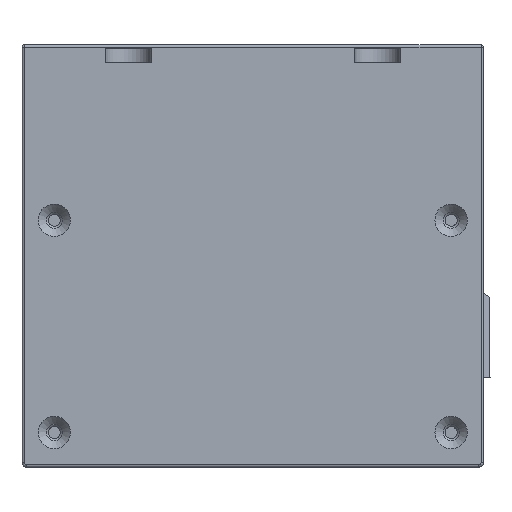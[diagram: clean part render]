
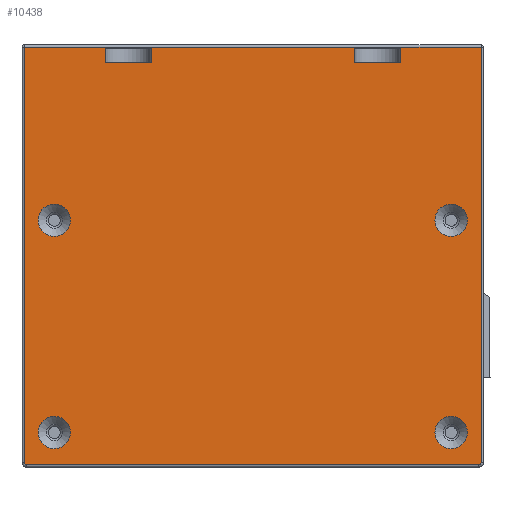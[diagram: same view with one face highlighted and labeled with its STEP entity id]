
A CAD part, top view. The second image highlights one B-rep face of the part: STEP entity #10438.
In plain terms, the highlighted planar face has unit normal (0, 0, 1).
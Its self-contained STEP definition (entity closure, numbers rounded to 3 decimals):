
#164=FACE_BOUND('',#3810,.T.);
#165=FACE_BOUND('',#3811,.T.);
#166=FACE_BOUND('',#3812,.T.);
#167=FACE_BOUND('',#3813,.T.);
#168=FACE_BOUND('',#3814,.T.);
#169=FACE_BOUND('',#3815,.T.);
#599=PLANE('',#11271);
#1424=LINE('',#18508,#2408);
#1467=LINE('',#18658,#2451);
#1471=LINE('',#18667,#2455);
#1477=LINE('',#18679,#2461);
#1481=LINE('',#18688,#2465);
#1547=LINE('',#19854,#2531);
#1551=LINE('',#19873,#2535);
#1552=LINE('',#19877,#2536);
#1553=LINE('',#19879,#2537);
#1554=LINE('',#19884,#2538);
#1555=LINE('',#19888,#2539);
#1556=LINE('',#19891,#2540);
#2408=VECTOR('',#13303,10.);
#2451=VECTOR('',#13440,10.);
#2455=VECTOR('',#13446,10.);
#2461=VECTOR('',#13454,10.);
#2465=VECTOR('',#13460,10.);
#2531=VECTOR('',#13794,10.);
#2535=VECTOR('',#13824,10.);
#2536=VECTOR('',#13831,10.);
#2537=VECTOR('',#13834,10.);
#2538=VECTOR('',#13841,10.);
#2539=VECTOR('',#13844,10.);
#2540=VECTOR('',#13847,10.);
#3153=FACE_OUTER_BOUND('',#3809,.T.);
#3809=EDGE_LOOP('',(#9544,#9545,#9546,#9547,#9548,#9549));
#3810=EDGE_LOOP('',(#9550,#9551,#9552,#9553));
#3811=EDGE_LOOP('',(#9554,#9555,#9556,#9557));
#3812=EDGE_LOOP('',(#9558));
#3813=EDGE_LOOP('',(#9559));
#3814=EDGE_LOOP('',(#9560));
#3815=EDGE_LOOP('',(#9561));
#4283=CIRCLE('',#11272,0.5);
#4284=CIRCLE('',#11273,0.5);
#4285=CIRCLE('',#11274,3.5);
#4286=CIRCLE('',#11275,3.5);
#4287=CIRCLE('',#11276,3.5);
#4288=CIRCLE('',#11277,3.5);
#5059=VERTEX_POINT('',#18501);
#5062=VERTEX_POINT('',#18506);
#5102=VERTEX_POINT('',#18654);
#5104=VERTEX_POINT('',#18657);
#5106=VERTEX_POINT('',#18663);
#5108=VERTEX_POINT('',#18666);
#5110=VERTEX_POINT('',#18672);
#5113=VERTEX_POINT('',#18677);
#5114=VERTEX_POINT('',#18681);
#5117=VERTEX_POINT('',#18686);
#5213=VERTEX_POINT('',#19883);
#5214=VERTEX_POINT('',#19885);
#5215=VERTEX_POINT('',#19887);
#5216=VERTEX_POINT('',#19889);
#5217=VERTEX_POINT('',#19892);
#5218=VERTEX_POINT('',#19894);
#5219=VERTEX_POINT('',#19896);
#5220=VERTEX_POINT('',#19898);
#6412=EDGE_CURVE('',#5062,#5059,#1424,.T.);
#6481=EDGE_CURVE('',#5104,#5102,#1467,.T.);
#6485=EDGE_CURVE('',#5108,#5106,#1471,.T.);
#6491=EDGE_CURVE('',#5110,#5113,#1477,.T.);
#6495=EDGE_CURVE('',#5114,#5117,#1481,.T.);
#6667=EDGE_CURVE('',#5102,#5114,#1547,.T.);
#6676=EDGE_CURVE('',#5113,#5108,#1551,.T.);
#6678=EDGE_CURVE('',#5117,#5104,#1552,.T.);
#6679=EDGE_CURVE('',#5106,#5110,#1553,.T.);
#6680=EDGE_CURVE('',#5213,#5062,#1554,.T.);
#6681=EDGE_CURVE('',#5214,#5213,#4283,.T.);
#6682=EDGE_CURVE('',#5215,#5214,#1555,.T.);
#6683=EDGE_CURVE('',#5216,#5215,#4284,.T.);
#6684=EDGE_CURVE('',#5059,#5216,#1556,.T.);
#6685=EDGE_CURVE('',#5217,#5217,#4285,.T.);
#6686=EDGE_CURVE('',#5218,#5218,#4286,.T.);
#6687=EDGE_CURVE('',#5219,#5219,#4287,.T.);
#6688=EDGE_CURVE('',#5220,#5220,#4288,.T.);
#9544=ORIENTED_EDGE('',*,*,#6680,.F.);
#9545=ORIENTED_EDGE('',*,*,#6681,.F.);
#9546=ORIENTED_EDGE('',*,*,#6682,.F.);
#9547=ORIENTED_EDGE('',*,*,#6683,.F.);
#9548=ORIENTED_EDGE('',*,*,#6684,.F.);
#9549=ORIENTED_EDGE('',*,*,#6412,.F.);
#9550=ORIENTED_EDGE('',*,*,#6491,.T.);
#9551=ORIENTED_EDGE('',*,*,#6676,.T.);
#9552=ORIENTED_EDGE('',*,*,#6485,.T.);
#9553=ORIENTED_EDGE('',*,*,#6679,.T.);
#9554=ORIENTED_EDGE('',*,*,#6667,.T.);
#9555=ORIENTED_EDGE('',*,*,#6495,.T.);
#9556=ORIENTED_EDGE('',*,*,#6678,.T.);
#9557=ORIENTED_EDGE('',*,*,#6481,.T.);
#9558=ORIENTED_EDGE('',*,*,#6685,.F.);
#9559=ORIENTED_EDGE('',*,*,#6686,.F.);
#9560=ORIENTED_EDGE('',*,*,#6687,.F.);
#9561=ORIENTED_EDGE('',*,*,#6688,.F.);
#10438=ADVANCED_FACE('',(#3153,#164,#165,#166,#167,#168,#169),#599,.T.);
#11271=AXIS2_PLACEMENT_3D('',#19882,#13839,#13840);
#11272=AXIS2_PLACEMENT_3D('',#19886,#13842,#13843);
#11273=AXIS2_PLACEMENT_3D('',#19890,#13845,#13846);
#11274=AXIS2_PLACEMENT_3D('',#19893,#13848,#13849);
#11275=AXIS2_PLACEMENT_3D('',#19895,#13850,#13851);
#11276=AXIS2_PLACEMENT_3D('',#19897,#13852,#13853);
#11277=AXIS2_PLACEMENT_3D('',#19899,#13854,#13855);
#13303=DIRECTION('',(1.,0.,0.));
#13440=DIRECTION('',(0.,1.,0.));
#13446=DIRECTION('',(0.,1.,0.));
#13454=DIRECTION('',(0.,-1.,0.));
#13460=DIRECTION('',(0.,-1.,0.));
#13794=DIRECTION('',(1.,0.,0.));
#13824=DIRECTION('',(-1.,0.,0.));
#13831=DIRECTION('',(-1.,0.,0.));
#13834=DIRECTION('',(1.,0.,0.));
#13839=DIRECTION('center_axis',(0.,0.,1.));
#13840=DIRECTION('ref_axis',(1.,0.,0.));
#13841=DIRECTION('',(0.,1.,0.));
#13842=DIRECTION('center_axis',(0.,0.,-1.));
#13843=DIRECTION('ref_axis',(-0.707,-0.707,0.));
#13844=DIRECTION('',(-1.,0.,0.));
#13845=DIRECTION('center_axis',(0.,0.,-1.));
#13846=DIRECTION('ref_axis',(0.707,-0.707,0.));
#13847=DIRECTION('',(0.,-1.,0.));
#13848=DIRECTION('center_axis',(0.,0.,1.));
#13849=DIRECTION('ref_axis',(1.,0.,0.));
#13850=DIRECTION('center_axis',(0.,0.,1.));
#13851=DIRECTION('ref_axis',(1.,0.,0.));
#13852=DIRECTION('center_axis',(0.,0.,1.));
#13853=DIRECTION('ref_axis',(1.,0.,0.));
#13854=DIRECTION('center_axis',(0.,0.,1.));
#13855=DIRECTION('ref_axis',(1.,0.,0.));
#18501=CARTESIAN_POINT('',(87.5,60.5,24.5));
#18506=CARTESIAN_POINT('',(-11.5,60.5,24.5));
#18508=CARTESIAN_POINT('',(63.,60.5,24.5));
#18654=CARTESIAN_POINT('',(60.,60.2,24.5));
#18657=CARTESIAN_POINT('',(60.,57.1,24.5));
#18658=CARTESIAN_POINT('',(60.,33.8,24.5));
#18663=CARTESIAN_POINT('',(6.,60.2,24.5));
#18666=CARTESIAN_POINT('',(6.,57.1,24.5));
#18667=CARTESIAN_POINT('',(6.,33.8,24.5));
#18672=CARTESIAN_POINT('',(16.,60.2,24.5));
#18677=CARTESIAN_POINT('',(16.,57.1,24.5));
#18679=CARTESIAN_POINT('',(16.,35.35,24.5));
#18681=CARTESIAN_POINT('',(70.,60.2,24.5));
#18686=CARTESIAN_POINT('',(70.,57.1,24.5));
#18688=CARTESIAN_POINT('',(70.,35.35,24.5));
#19854=CARTESIAN_POINT('',(22.,60.2,24.5));
#19873=CARTESIAN_POINT('',(27.,57.1,24.5));
#19877=CARTESIAN_POINT('',(54.,57.1,24.5));
#19879=CARTESIAN_POINT('',(22.,60.2,24.5));
#19882=CARTESIAN_POINT('Origin',(38.,19.5,24.5));
#19883=CARTESIAN_POINT('',(-11.5,-29.5,24.5));
#19884=CARTESIAN_POINT('',(-11.5,35.5,24.5));
#19885=CARTESIAN_POINT('',(-11.,-30.,24.5));
#19886=CARTESIAN_POINT('Origin',(-11.,-29.5,24.5));
#19887=CARTESIAN_POINT('',(87.,-30.,24.5));
#19888=CARTESIAN_POINT('',(13.,-30.,24.5));
#19889=CARTESIAN_POINT('',(87.5,-29.5,24.5));
#19890=CARTESIAN_POINT('Origin',(87.,-29.5,24.5));
#19891=CARTESIAN_POINT('',(87.5,-14.5,24.5));
#19892=CARTESIAN_POINT('',(77.5,-23.,24.5));
#19893=CARTESIAN_POINT('Origin',(81.,-23.,24.5));
#19894=CARTESIAN_POINT('',(-8.5,23.,24.5));
#19895=CARTESIAN_POINT('Origin',(-5.,23.,24.5));
#19896=CARTESIAN_POINT('',(77.5,23.,24.5));
#19897=CARTESIAN_POINT('Origin',(81.,23.,24.5));
#19898=CARTESIAN_POINT('',(-8.5,-23.,24.5));
#19899=CARTESIAN_POINT('Origin',(-5.,-23.,24.5));
